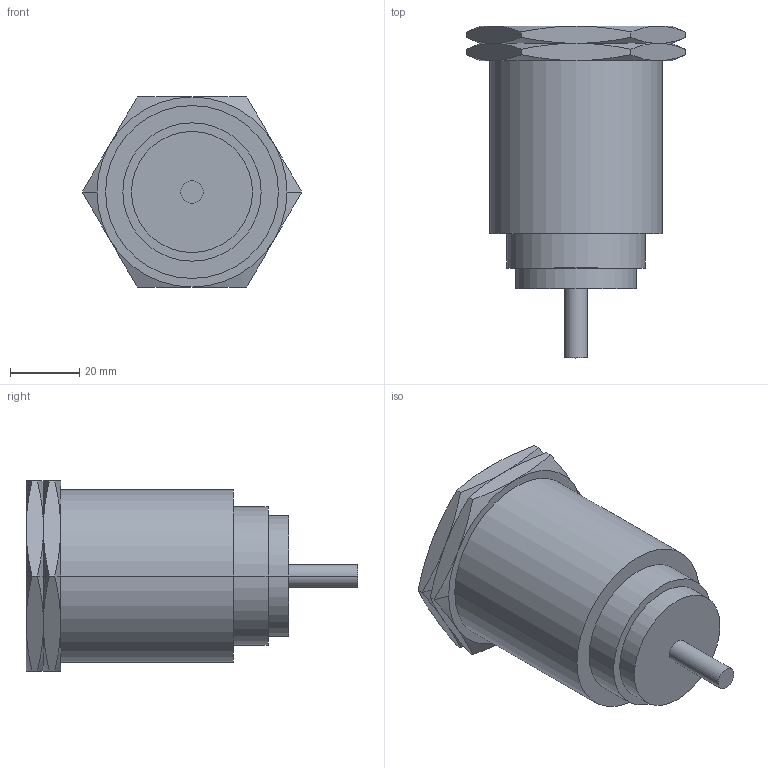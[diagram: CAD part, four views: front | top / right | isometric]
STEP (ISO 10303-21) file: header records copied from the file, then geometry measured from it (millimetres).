
FILE_DESCRIPTION(('STEP AP203'),'1');
FILE_NAME(' ',' ',('TraceParts'),('TraceParts S.A.'),'XStep 1.0',' ',' ');
FILE_SCHEMA(('CONFIG_CONTROL_DESIGN'));
Length unit declared in the file: millimetre
Products named in the file (3): 1; 2; 3
Bounding box: 63.51 x 96 x 55 mm (x, y, z)
Volume: 144735.2 mm3; surface area: 21866.8 mm2
Topology: 3 solids, 3 shells, 73 faces, 152 edges, 88 vertices
Faces by surface type: cone 40, plane 21, cylinder 12
Entity records: 2098 total; most frequent: CARTESIAN_POINT 508, DIRECTION 320, ORIENTED_EDGE 304, EDGE_CURVE 152, AXIS2_PLACEMENT_3D 140, VERTEX_POINT 88, EDGE_LOOP 80, ADVANCED_FACE 73
